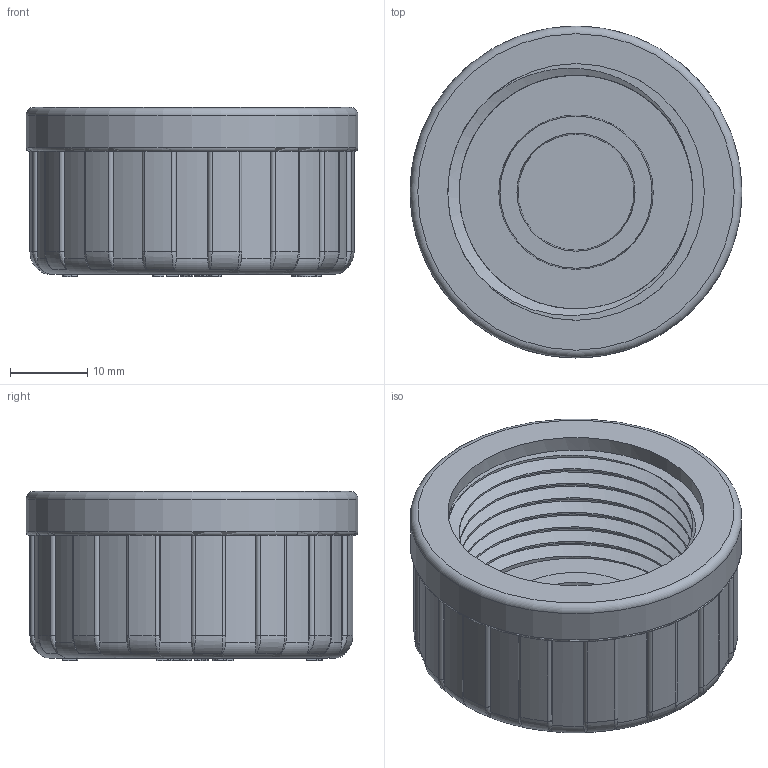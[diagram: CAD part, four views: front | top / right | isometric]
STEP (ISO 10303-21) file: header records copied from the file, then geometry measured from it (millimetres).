
FILE_DESCRIPTION(/* description */ (''),/* implementation_level */ '2;1');
FILE_NAME(/* name */ '1寸堵头.stp',/* time_stamp */ '2023-12-25T15:14:35+08:00',/* author */ (''),/* organization */ (''),/* preprocessor_version */ 'ST-DEVELOPER v16',/* originating_system */ 'SIEMENS PLM Software NX 10.0',/* authorisation */ '');
FILE_SCHEMA (('AUTOMOTIVE_DESIGN { 1 0 10303 214 3 1 1 1 }'));
Length unit declared in the file: millimetre
Products named in the file (1): gelv17145EDF74v4
Bounding box: 43 x 43 x 21.9 mm (x, y, z)
Volume: 15169.6 mm3; surface area: 8761.6 mm2
Topology: 1 solids, 1 shells, 332 faces, 853 edges, 548 vertices
Faces by surface type: plane 154, cylinder 76, extrusion 49, bspline 33, torus 18, cone 2
Full cylindrical faces by diameter (mm): 1.913 x1, 2.55 x1, 33.249 x7, 43 x1
Entity records: 13579 total; most frequent: CARTESIAN_POINT 6465, ORIENTED_EDGE 1640, DIRECTION 1149, EDGE_CURVE 820, VERTEX_POINT 531, B_SPLINE_CURVE_WITH_KNOTS 431, AXIS2_PLACEMENT_3D 418, EDGE_LOOP 359
